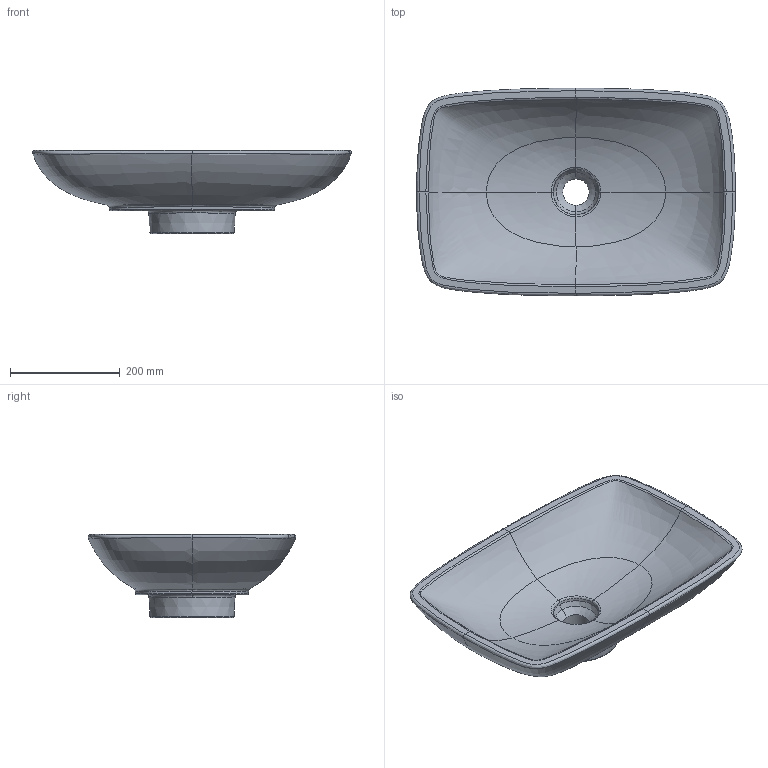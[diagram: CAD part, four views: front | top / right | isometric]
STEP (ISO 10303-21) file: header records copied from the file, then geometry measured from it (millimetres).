
FILE_DESCRIPTION(/* description */ (''),/* implementation_level */ '2;1');
FILE_NAME(/* name */ '515401_Loop&Friends_AW_585X380.stp',/* time_stamp */ '2019-04-02T07:32:06+02:00',/* author */ (''),/* organization */ (''),/* preprocessor_version */ 'ST-DEVELOPER v16',/* originating_system */ 'SIEMENS PLM Software NX 10.0',/* authorisation */ '');
FILE_SCHEMA (('AUTOMOTIVE_DESIGN { 1 0 10303 214 3 1 1 1 }'));
Length unit declared in the file: millimetre
Products named in the file (1): Sier1A68D749bh0r
Bounding box: 581.43 x 378.75 x 151.5 mm (x, y, z)
Volume: 7534229.4 mm3; surface area: 550290.6 mm2
Topology: 1 solids, 1 shells, 76 faces, 185 edges, 110 vertices
Faces by surface type: bspline 63, plane 9, cone 3, cylinder 1
Full cylindrical faces by diameter (mm): 48.147 x1
Entity records: 22794 total; most frequent: CARTESIAN_POINT 21615, ORIENTED_EDGE 360, EDGE_CURVE 180, B_SPLINE_CURVE_WITH_KNOTS 131, VERTEX_POINT 108, EDGE_LOOP 80, ADVANCED_FACE 76, FACE_OUTER_BOUND 72
